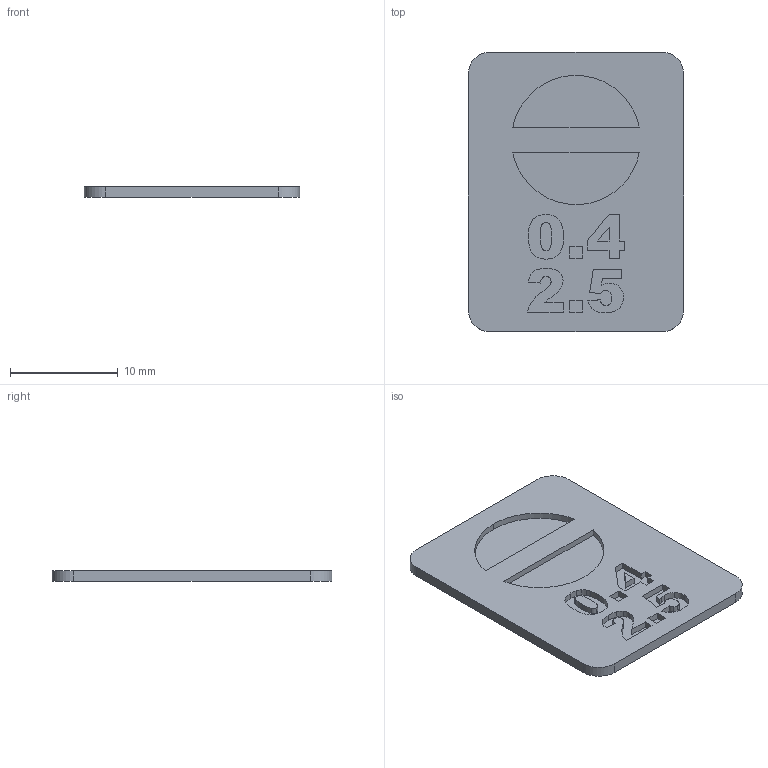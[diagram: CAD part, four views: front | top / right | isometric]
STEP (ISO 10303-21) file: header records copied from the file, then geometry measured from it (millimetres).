
FILE_DESCRIPTION(/* description */ (''),/* implementation_level */ '2;1');
FILE_NAME(/* name */ 'Slotted 0.4-2.5 body.step',/* time_stamp */ '2023-03-31T17:55:50+02:00',/* author */ (''),/* organization */ (''),/* preprocessor_version */ 'ST-DEVELOPER v19.2',/* originating_system */ 'Autodesk Translation Framework v11.17.0.187',/* authorisation */ '');
FILE_SCHEMA (('AUTOMOTIVE_DESIGN { 1 0 10303 214 3 1 1 }'));
Length unit declared in the file: millimetre
Products named in the file (1): Slotted 0.4-2.5 body
Bounding box: 20 x 26 x 1 mm (x, y, z)
Volume: 444 mm3; surface area: 1207.3 mm2
Topology: 1 solids, 1 shells, 118 faces, 318 edges, 212 vertices
Faces by surface type: bspline 63, plane 51, cylinder 4
Entity records: 4265 total; most frequent: CARTESIAN_POINT 1704, ORIENTED_EDGE 636, EDGE_CURVE 318, DIRECTION 312, VERTEX_POINT 212, LINE 184, VECTOR 184, EDGE_LOOP 128
